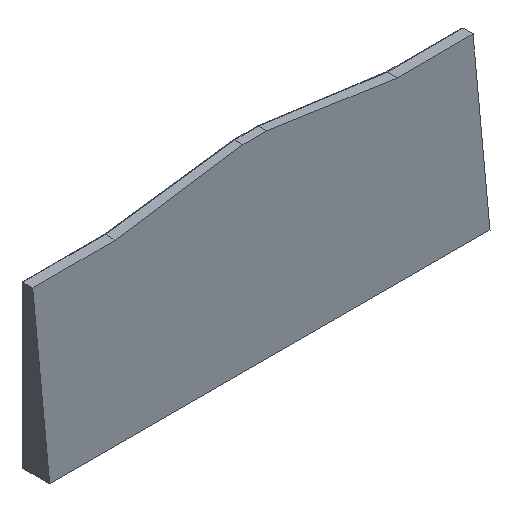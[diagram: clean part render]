
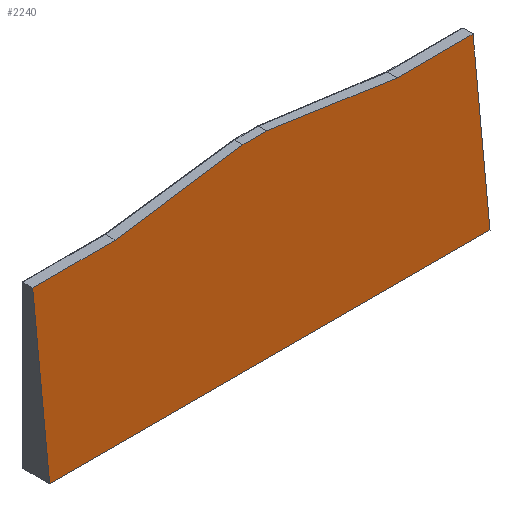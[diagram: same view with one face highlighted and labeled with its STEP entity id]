
A CAD part, isometric view. The second image highlights one B-rep face of the part: STEP entity #2240.
In plain terms, the highlighted planar face has unit normal (0, -0.995, 0.104).
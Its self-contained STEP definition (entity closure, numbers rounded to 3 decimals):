
#148=FACE_OUTER_BOUND('',#278,.T.);
#278=EDGE_LOOP('',(#1791,#1792,#1793,#1794,#1795,#1796,#1797,#1798));
#547=LINE('',#3542,#822);
#550=LINE('',#3558,#825);
#555=LINE('',#3566,#830);
#556=LINE('',#3568,#831);
#557=LINE('',#3570,#832);
#558=LINE('',#3572,#833);
#559=LINE('',#3574,#834);
#560=LINE('',#3575,#835);
#822=VECTOR('',#2827,10.);
#825=VECTOR('',#2840,10.);
#830=VECTOR('',#2847,10.);
#831=VECTOR('',#2848,10.);
#832=VECTOR('',#2849,10.);
#833=VECTOR('',#2850,10.);
#834=VECTOR('',#2851,10.);
#835=VECTOR('',#2852,10.);
#1069=VERTEX_POINT('',#3539);
#1070=VERTEX_POINT('',#3541);
#1072=VERTEX_POINT('',#3557);
#1074=VERTEX_POINT('',#3565);
#1075=VERTEX_POINT('',#3567);
#1076=VERTEX_POINT('',#3569);
#1077=VERTEX_POINT('',#3571);
#1078=VERTEX_POINT('',#3573);
#1329=EDGE_CURVE('',#1070,#1069,#547,.T.);
#1335=EDGE_CURVE('',#1072,#1070,#550,.T.);
#1340=EDGE_CURVE('',#1069,#1074,#555,.T.);
#1341=EDGE_CURVE('',#1074,#1075,#556,.T.);
#1342=EDGE_CURVE('',#1076,#1075,#557,.T.);
#1343=EDGE_CURVE('',#1077,#1076,#558,.T.);
#1344=EDGE_CURVE('',#1077,#1078,#559,.T.);
#1345=EDGE_CURVE('',#1072,#1078,#560,.F.);
#1791=ORIENTED_EDGE('',*,*,#1335,.T.);
#1792=ORIENTED_EDGE('',*,*,#1329,.T.);
#1793=ORIENTED_EDGE('',*,*,#1340,.T.);
#1794=ORIENTED_EDGE('',*,*,#1341,.T.);
#1795=ORIENTED_EDGE('',*,*,#1342,.F.);
#1796=ORIENTED_EDGE('',*,*,#1343,.F.);
#1797=ORIENTED_EDGE('',*,*,#1344,.T.);
#1798=ORIENTED_EDGE('',*,*,#1345,.F.);
#2135=PLANE('',#2405);
#2240=ADVANCED_FACE('',(#148),#2135,.F.);
#2405=AXIS2_PLACEMENT_3D('',#3564,#2845,#2846);
#2827=DIRECTION('',(0.,0.105,0.995));
#2840=DIRECTION('',(1.,0.,-0.001));
#2845=DIRECTION('center_axis',(0.,0.995,-0.105));
#2846=DIRECTION('ref_axis',(0.,0.105,0.995));
#2847=DIRECTION('',(-1.,0.,-0.001));
#2848=DIRECTION('',(-0.991,0.014,0.135));
#2849=DIRECTION('',(1.,0.,0.));
#2850=DIRECTION('',(0.991,0.014,0.13));
#2851=DIRECTION('',(-1.,0.,-0.003));
#2852=DIRECTION('',(0.,-0.105,-0.995));
#3539=CARTESIAN_POINT('',(133.21,2.883,48.699));
#3541=CARTESIAN_POINT('',(133.22,-7.477,-49.869));
#3542=CARTESIAN_POINT('',(133.214,-1.683,5.258));
#3557=CARTESIAN_POINT('',(-135.822,-7.457,-49.681));
#3558=CARTESIAN_POINT('',(-57.95,-7.463,-49.735));
#3564=CARTESIAN_POINT('Origin',(0.,4.027,59.578));
#3565=CARTESIAN_POINT('',(86.84,2.878,48.646));
#3566=CARTESIAN_POINT('',(56.611,2.874,48.612));
#3567=CARTESIAN_POINT('',(8.299,4.001,59.336));
#3568=CARTESIAN_POINT('',(43.5,3.498,54.545));
#3569=CARTESIAN_POINT('',(-6.221,4.001,59.336));
#3570=CARTESIAN_POINT('',(4.15,4.001,59.336));
#3571=CARTESIAN_POINT('',(-85.382,2.907,48.926));
#3572=CARTESIAN_POINT('',(-3.175,4.043,59.737));
#3573=CARTESIAN_POINT('',(-135.802,2.891,48.777));
#3574=CARTESIAN_POINT('',(-42.676,2.92,49.052));
#3575=CARTESIAN_POINT('',(-135.801,3.448,54.072));
